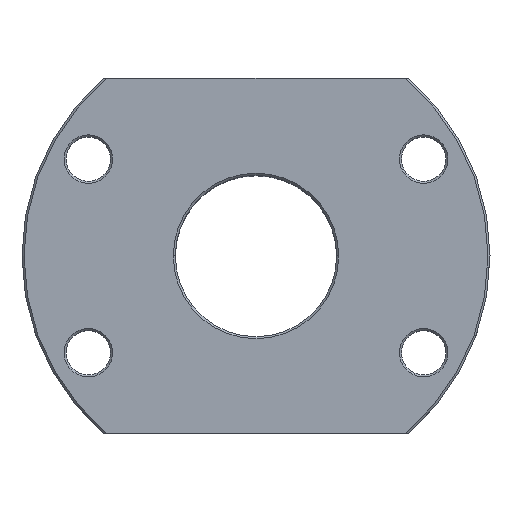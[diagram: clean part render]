
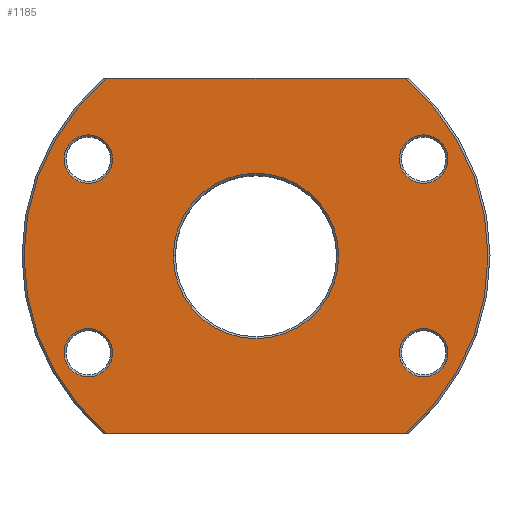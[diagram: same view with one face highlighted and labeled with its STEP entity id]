
A CAD part, top view. The second image highlights one B-rep face of the part: STEP entity #1185.
In plain terms, the highlighted planar face has unit normal (0, 0, 1).
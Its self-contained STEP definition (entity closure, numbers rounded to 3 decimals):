
#285=AXIS2_PLACEMENT_3D('Circle Axis2P3D',#283,#284,$) ;
#316=AXIS2_PLACEMENT_3D('Circle Axis2P3D',#314,#315,$) ;
#452=AXIS2_PLACEMENT_3D('Circle Axis2P3D',#450,#451,$) ;
#476=AXIS2_PLACEMENT_3D('Circle Axis2P3D',#474,#475,$) ;
#605=AXIS2_PLACEMENT_3D('Circle Axis2P3D',#603,#604,$) ;
#629=AXIS2_PLACEMENT_3D('Circle Axis2P3D',#627,#628,$) ;
#758=AXIS2_PLACEMENT_3D('Circle Axis2P3D',#756,#757,$) ;
#782=AXIS2_PLACEMENT_3D('Circle Axis2P3D',#780,#781,$) ;
#911=AXIS2_PLACEMENT_3D('Circle Axis2P3D',#909,#910,$) ;
#935=AXIS2_PLACEMENT_3D('Circle Axis2P3D',#933,#934,$) ;
#952=AXIS2_PLACEMENT_3D('Circle Axis2P3D',#950,#951,$) ;
#1138=AXIS2_PLACEMENT_3D('Plane Axis2P3D',#1135,#1136,#1137) ;
#1156=AXIS2_PLACEMENT_3D('Circle Axis2P3D',#1154,#1155,$) ;
#280=CARTESIAN_POINT('Vertex',(-20.5,0.,93.)) ;
#283=CARTESIAN_POINT('Axis2P3D Location',(0.,0.,93.)) ;
#287=CARTESIAN_POINT('Vertex',(20.5,0.,93.)) ;
#314=CARTESIAN_POINT('Axis2P3D Location',(0.,0.,93.)) ;
#447=CARTESIAN_POINT('Vertex',(-46.765,-27.,93.)) ;
#450=CARTESIAN_POINT('Axis2P3D Location',(-41.569,-24.,93.)) ;
#454=CARTESIAN_POINT('Vertex',(-36.373,-21.,93.)) ;
#474=CARTESIAN_POINT('Axis2P3D Location',(-41.569,-24.,93.)) ;
#600=CARTESIAN_POINT('Vertex',(-46.765,27.,93.)) ;
#603=CARTESIAN_POINT('Axis2P3D Location',(-41.569,24.,93.)) ;
#607=CARTESIAN_POINT('Vertex',(-36.373,21.,93.)) ;
#627=CARTESIAN_POINT('Axis2P3D Location',(-41.569,24.,93.)) ;
#753=CARTESIAN_POINT('Vertex',(46.765,-27.,93.)) ;
#756=CARTESIAN_POINT('Axis2P3D Location',(41.569,-24.,93.)) ;
#760=CARTESIAN_POINT('Vertex',(36.373,-21.,93.)) ;
#780=CARTESIAN_POINT('Axis2P3D Location',(41.569,-24.,93.)) ;
#906=CARTESIAN_POINT('Vertex',(46.765,27.,93.)) ;
#909=CARTESIAN_POINT('Axis2P3D Location',(41.569,24.,93.)) ;
#913=CARTESIAN_POINT('Vertex',(36.373,21.,93.)) ;
#933=CARTESIAN_POINT('Axis2P3D Location',(41.569,24.,93.)) ;
#950=CARTESIAN_POINT('Axis2P3D Location',(0.,0.,93.)) ;
#954=CARTESIAN_POINT('Vertex',(37.017,-44.,93.)) ;
#956=CARTESIAN_POINT('Vertex',(37.017,44.,93.)) ;
#1135=CARTESIAN_POINT('Axis2P3D Location',(0.,0.,93.)) ;
#1140=CARTESIAN_POINT('Line Origine',(0.,-44.,93.)) ;
#1144=CARTESIAN_POINT('Vertex',(-37.017,-44.,93.)) ;
#1147=CARTESIAN_POINT('Line Origine',(0.,44.,93.)) ;
#1151=CARTESIAN_POINT('Vertex',(-37.017,44.,93.)) ;
#1154=CARTESIAN_POINT('Axis2P3D Location',(0.,0.,93.)) ;
#284=DIRECTION('Axis2P3D Direction',(0.,0.,1.)) ;
#315=DIRECTION('Axis2P3D Direction',(0.,0.,1.)) ;
#451=DIRECTION('Axis2P3D Direction',(0.,0.,1.)) ;
#475=DIRECTION('Axis2P3D Direction',(0.,0.,1.)) ;
#604=DIRECTION('Axis2P3D Direction',(0.,0.,1.)) ;
#628=DIRECTION('Axis2P3D Direction',(0.,0.,1.)) ;
#757=DIRECTION('Axis2P3D Direction',(0.,0.,1.)) ;
#781=DIRECTION('Axis2P3D Direction',(0.,0.,1.)) ;
#910=DIRECTION('Axis2P3D Direction',(0.,0.,1.)) ;
#934=DIRECTION('Axis2P3D Direction',(0.,0.,1.)) ;
#951=DIRECTION('Axis2P3D Direction',(0.,0.,1.)) ;
#1136=DIRECTION('Axis2P3D Direction',(0.,0.,1.)) ;
#1137=DIRECTION('Axis2P3D XDirection',(1.,0.,0.)) ;
#1141=DIRECTION('Vector Direction',(1.,0.,0.)) ;
#1148=DIRECTION('Vector Direction',(1.,0.,0.)) ;
#1155=DIRECTION('Axis2P3D Direction',(0.,0.,1.)) ;
#1142=VECTOR('Line Direction',#1141,1.) ;
#1149=VECTOR('Line Direction',#1148,1.) ;
#1160=ORIENTED_EDGE('',*,*,#1146,.T.) ;
#1161=ORIENTED_EDGE('',*,*,#958,.T.) ;
#1162=ORIENTED_EDGE('',*,*,#1153,.T.) ;
#1163=ORIENTED_EDGE('',*,*,#1158,.T.) ;
#1166=ORIENTED_EDGE('',*,*,#937,.F.) ;
#1167=ORIENTED_EDGE('',*,*,#915,.F.) ;
#1170=ORIENTED_EDGE('',*,*,#784,.F.) ;
#1171=ORIENTED_EDGE('',*,*,#762,.F.) ;
#1174=ORIENTED_EDGE('',*,*,#631,.F.) ;
#1175=ORIENTED_EDGE('',*,*,#609,.F.) ;
#1178=ORIENTED_EDGE('',*,*,#478,.F.) ;
#1179=ORIENTED_EDGE('',*,*,#456,.F.) ;
#1182=ORIENTED_EDGE('',*,*,#318,.F.) ;
#1183=ORIENTED_EDGE('',*,*,#289,.F.) ;
#1168=FACE_BOUND('',#1165,.T.) ;
#1172=FACE_BOUND('',#1169,.T.) ;
#1176=FACE_BOUND('',#1173,.T.) ;
#1180=FACE_BOUND('',#1177,.T.) ;
#1184=FACE_BOUND('',#1181,.T.) ;
#1185=ADVANCED_FACE('',(#1164,#1168,#1172,#1176,#1180,#1184),#1139,.T.) ;
#286=CIRCLE('generated circle',#285,20.5) ;
#317=CIRCLE('generated circle',#316,20.5) ;
#453=CIRCLE('generated circle',#452,6.) ;
#477=CIRCLE('generated circle',#476,6.) ;
#606=CIRCLE('generated circle',#605,6.) ;
#630=CIRCLE('generated circle',#629,6.) ;
#759=CIRCLE('generated circle',#758,6.) ;
#783=CIRCLE('generated circle',#782,6.) ;
#912=CIRCLE('generated circle',#911,6.) ;
#936=CIRCLE('generated circle',#935,6.) ;
#953=CIRCLE('generated circle',#952,57.5) ;
#1157=CIRCLE('generated circle',#1156,57.5) ;
#289=EDGE_CURVE('',#281,#288,#286,.T.) ;
#318=EDGE_CURVE('',#288,#281,#317,.T.) ;
#456=EDGE_CURVE('',#448,#455,#453,.T.) ;
#478=EDGE_CURVE('',#455,#448,#477,.T.) ;
#609=EDGE_CURVE('',#601,#608,#606,.T.) ;
#631=EDGE_CURVE('',#608,#601,#630,.T.) ;
#762=EDGE_CURVE('',#754,#761,#759,.T.) ;
#784=EDGE_CURVE('',#761,#754,#783,.T.) ;
#915=EDGE_CURVE('',#907,#914,#912,.T.) ;
#937=EDGE_CURVE('',#914,#907,#936,.T.) ;
#958=EDGE_CURVE('',#955,#957,#953,.T.) ;
#1146=EDGE_CURVE('',#1145,#955,#1143,.T.) ;
#1153=EDGE_CURVE('',#957,#1152,#1150,.F.) ;
#1158=EDGE_CURVE('',#1152,#1145,#1157,.T.) ;
#1159=EDGE_LOOP('',(#1160,#1161,#1162,#1163)) ;
#1165=EDGE_LOOP('',(#1166,#1167)) ;
#1169=EDGE_LOOP('',(#1170,#1171)) ;
#1173=EDGE_LOOP('',(#1174,#1175)) ;
#1177=EDGE_LOOP('',(#1178,#1179)) ;
#1181=EDGE_LOOP('',(#1182,#1183)) ;
#1164=FACE_OUTER_BOUND('',#1159,.T.) ;
#1143=LINE('Line',#1140,#1142) ;
#1150=LINE('Line',#1147,#1149) ;
#1139=PLANE('Plane',#1138) ;
#281=VERTEX_POINT('',#280) ;
#288=VERTEX_POINT('',#287) ;
#448=VERTEX_POINT('',#447) ;
#455=VERTEX_POINT('',#454) ;
#601=VERTEX_POINT('',#600) ;
#608=VERTEX_POINT('',#607) ;
#754=VERTEX_POINT('',#753) ;
#761=VERTEX_POINT('',#760) ;
#907=VERTEX_POINT('',#906) ;
#914=VERTEX_POINT('',#913) ;
#955=VERTEX_POINT('',#954) ;
#957=VERTEX_POINT('',#956) ;
#1145=VERTEX_POINT('',#1144) ;
#1152=VERTEX_POINT('',#1151) ;
